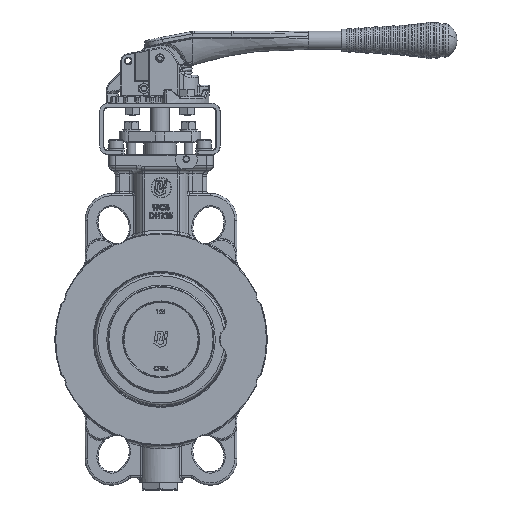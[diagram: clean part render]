
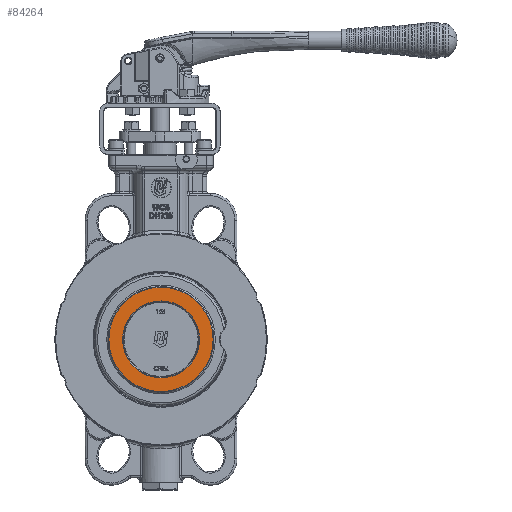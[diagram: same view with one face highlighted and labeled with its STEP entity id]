
A CAD part, front view. The second image highlights one B-rep face of the part: STEP entity #84264.
In plain terms, the highlighted planar face has unit normal (0, -1, 0).
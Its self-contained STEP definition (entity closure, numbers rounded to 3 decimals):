
#84228=CARTESIAN_POINT('',(0.,-27.5,0.));
#84229=DIRECTION('',(-0.,1.,-0.));
#84230=DIRECTION('',(-0.,-0.,-1.));
#84231=AXIS2_PLACEMENT_3D('',#84228,#84229,#84230);
#84232=PLANE('',#84231);
#84233=CARTESIAN_POINT('',(-47.436,-27.5,0.));
#84234=VERTEX_POINT('',#84233);
#84235=CARTESIAN_POINT('',(0.,-27.5,0.));
#84236=DIRECTION('',(0.,-1.,0.));
#84237=DIRECTION('',(-1.,-0.,0.));
#84238=AXIS2_PLACEMENT_3D('',#84235,#84236,#84237);
#84239=CIRCLE('',#84238,47.436);
#84240=EDGE_CURVE('',#84234,#84234,#84239,.T.);
#84241=ORIENTED_EDGE('',*,*,#84240,.T.);
#84242=EDGE_LOOP('',(#84241));
#84243=FACE_BOUND('',#84242,.T.);
#84244=CARTESIAN_POINT('',(-34.989,-27.5,-0.));
#84245=VERTEX_POINT('',#84244);
#84246=CARTESIAN_POINT('',(0.,-27.5,-34.989));
#84247=VERTEX_POINT('',#84246);
#84248=CARTESIAN_POINT('',(0.,-27.5,-0.));
#84249=DIRECTION('',(-0.,1.,-0.));
#84250=DIRECTION('',(-1.,-0.,0.));
#84251=AXIS2_PLACEMENT_3D('',#84248,#84249,#84250);
#84252=CIRCLE('',#84251,34.989);
#84253=EDGE_CURVE('',#84245,#84247,#84252,.T.);
#84254=ORIENTED_EDGE('',*,*,#84253,.T.);
#84255=CARTESIAN_POINT('',(0.,-27.5,-0.));
#84256=DIRECTION('',(-0.,1.,-0.));
#84257=DIRECTION('',(-1.,-0.,0.));
#84258=AXIS2_PLACEMENT_3D('',#84255,#84256,#84257);
#84259=CIRCLE('',#84258,34.989);
#84260=EDGE_CURVE('',#84247,#84245,#84259,.T.);
#84261=ORIENTED_EDGE('',*,*,#84260,.T.);
#84262=EDGE_LOOP('',(#84254,#84261));
#84263=FACE_BOUND('',#84262,.T.);
#84264=ADVANCED_FACE('',(#84243,#84263),#84232,.F.);
